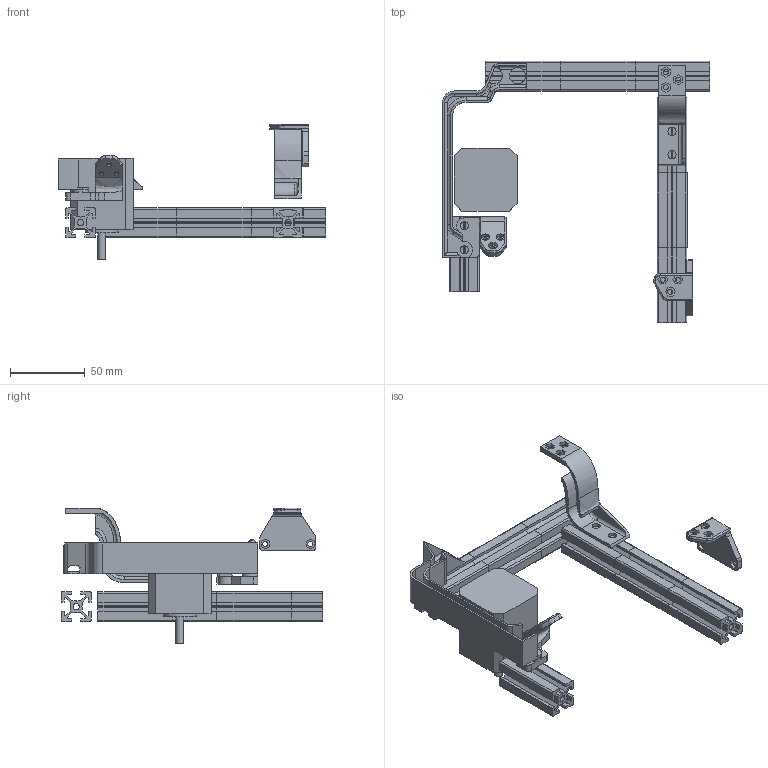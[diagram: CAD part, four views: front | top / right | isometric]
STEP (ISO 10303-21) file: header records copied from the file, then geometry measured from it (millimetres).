
FILE_DESCRIPTION(/* description */ (''),/* implementation_level */ '2;1');
FILE_NAME(/* name */ '2.2 cable chain v26.step',/* time_stamp */ '2020-01-16T21:40:41-08:00',/* author */ (''),/* organization */ (''),/* preprocessor_version */ 'ST-DEVELOPER v18',/* originating_system */ 'Autodesk Translation Framework v8.12.0.6',/* authorisation */ '');
FILE_SCHEMA (('AUTOMOTIVE_DESIGN { 1 0 10303 214 3 1 1 }'));
Length unit declared in the file: millimetre
Products named in the file (22): 2.2 cable chain; Carriage adapter; x_carriage_fotek_lhs_heavy_duty; x_carriage_fotek_rhs_heavy_duty; HFSB5-2020; xy joint; HFSB5-2020_1; HFSB5-2020_2; right_xy_joint_bottom_Rev1; right_xy_joint_middle_Rev1; right_xy_joint_top_Rev1; yyz joint; HFSB5-2020_3; HFSB5-2020_4; a_drive_frame_upper_Rev1; a_drive_frame_lower_Rev1; ab_drive_preload_nut; 48mm_pancake_stepper; z_belt_clip; HFSB5-2020_5; HFSB5-2020_6; _HFSB5-2020-50
Assembly tree (27 placements, depth 4):
  2.2 cable chain
    Carriage adapter
      x_carriage_fotek_lhs_heavy_duty
      x_carriage_fotek_rhs_heavy_duty
      HFSB5-2020
        _HFSB5-2020-50
    xy joint
      HFSB5-2020_1
        _HFSB5-2020-50
      HFSB5-2020_2
        _HFSB5-2020-50
      right_xy_joint_bottom_Rev1
      right_xy_joint_middle_Rev1
      right_xy_joint_top_Rev1
    yyz joint
      HFSB5-2020_3
        _HFSB5-2020-50
      HFSB5-2020_4
        _HFSB5-2020-50
      a_drive_frame_upper_Rev1
      a_drive_frame_lower_Rev1
      ab_drive_preload_nut
      48mm_pancake_stepper
      z_belt_clip
    HFSB5-2020_5
      _HFSB5-2020-50
    HFSB5-2020_6
      _HFSB5-2020-50
Bounding box: 178.93 x 174.67 x 90.67 mm (x, y, z)
Volume: 174409.2 mm3; surface area: 103132.3 mm2
Topology: 12 solids, 12 shells, 742 faces, 2072 edges, 1368 vertices
Faces by surface type: plane 581, cylinder 121, bspline 19, torus 13, cone 8
Full cylindrical faces by diameter (mm): 3 x4, 3.4 x11, 4.2 x7, 5 x1, 5.4 x5, 10.85 x1, 22 x1
Entity records: 12833 total; most frequent: CARTESIAN_POINT 3036, ORIENTED_EDGE 1924, DIRECTION 1919, EDGE_CURVE 962, LINE 699, VECTOR 699, VERTEX_POINT 624, AXIS2_PLACEMENT_3D 610
